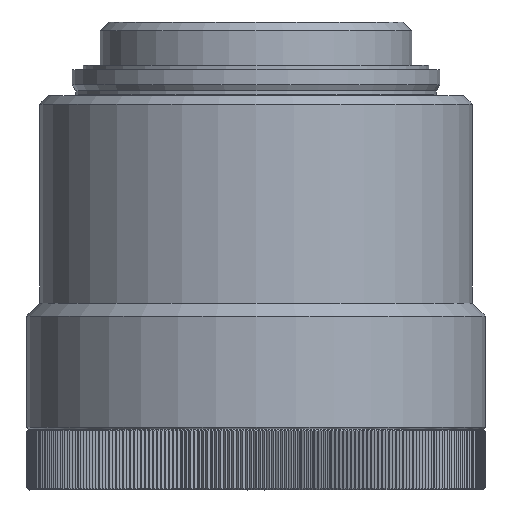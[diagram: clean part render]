
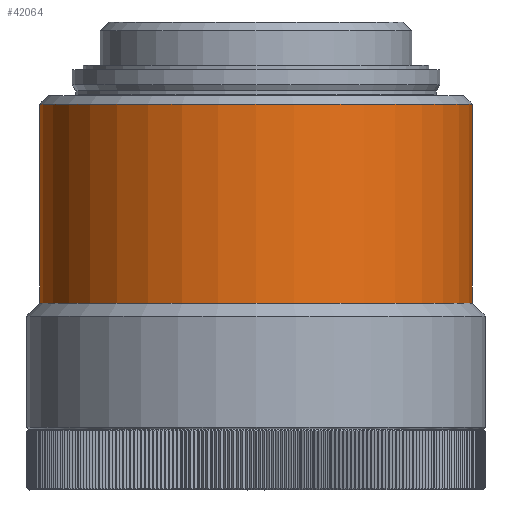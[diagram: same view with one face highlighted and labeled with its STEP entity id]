
A CAD part, front view. The second image highlights one B-rep face of the part: STEP entity #42064.
In plain terms, the highlighted cylindrical face has radius 50 mm (diameter 100 mm), a partial arc.
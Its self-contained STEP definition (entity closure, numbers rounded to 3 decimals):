
#101 = EDGE_CURVE ( 'NONE', #20928, #42820, #34382, .T. ) ;
#1009 = ORIENTED_EDGE ( 'NONE', *, *, #101, .T. ) ;
#1580 = CARTESIAN_POINT ( 'NONE',  ( 50., 0., -17.1 ) ) ;
#1992 = LINE ( 'NONE', #62729, #21660 ) ;
#2001 = AXIS2_PLACEMENT_3D ( 'NONE', #2225, #21877, #16810 ) ;
#2225 = CARTESIAN_POINT ( 'NONE',  ( 0., 0., -17.1 ) ) ;
#2765 = ORIENTED_EDGE ( 'NONE', *, *, #22331, .T. ) ;
#2929 = CIRCLE ( 'NONE', #29029, 50. ) ;
#5423 = EDGE_LOOP ( 'NONE', ( #13773, #13445, #1009, #2765 ) ) ;
#7321 = CARTESIAN_POINT ( 'NONE',  ( -50., 0., -17.1 ) ) ;
#12823 = CARTESIAN_POINT ( 'NONE',  ( 50., 0., -63.1 ) ) ;
#13445 = ORIENTED_EDGE ( 'NONE', *, *, #36896, .T. ) ;
#13773 = ORIENTED_EDGE ( 'NONE', *, *, #45304, .F. ) ;
#16810 = DIRECTION ( 'NONE',  ( -1., 0., 0. ) ) ;
#18816 = DIRECTION ( 'NONE',  ( 0., 0., 1. ) ) ;
#19689 = CARTESIAN_POINT ( 'NONE',  ( 0., 0., -63.1 ) ) ;
#19779 = DIRECTION ( 'NONE',  ( 0., 0., 1. ) ) ;
#20928 = VERTEX_POINT ( 'NONE', #12823 ) ;
#21660 = VECTOR ( 'NONE', #29314, 1000. ) ;
#21877 = DIRECTION ( 'NONE',  ( 0., 0., -1. ) ) ;
#22331 = EDGE_CURVE ( 'Defeature ausgef�hrt1_9+Defeature ausgef�hrt1_17+Defeature ausgef�hrt1_17+Defeature ausgef�hrt1_17', #42820, #32315, #38708, .T. ) ;
#24115 = CARTESIAN_POINT ( 'NONE',  ( -50., 0., -63.1 ) ) ;
#26580 = CYLINDRICAL_SURFACE ( 'NONE', #48801, 50. ) ;
#29029 = AXIS2_PLACEMENT_3D ( 'NONE', #19689, #39126, #44022 ) ;
#29314 = DIRECTION ( 'NONE',  ( 0., 0., 1. ) ) ;
#32315 = VERTEX_POINT ( 'NONE', #7321 ) ;
#34382 = LINE ( 'NONE', #48772, #53406 ) ;
#36896 = EDGE_CURVE ( 'Defeature ausgef�hrt1_9+Defeature ausgef�hrt1_10+Defeature ausgef�hrt1_10+Defeature ausgef�hrt1_10', #36945, #20928, #2929, .T. ) ;
#36945 = VERTEX_POINT ( 'NONE', #24115 ) ;
#37978 = FACE_OUTER_BOUND ( 'NONE', #5423, .T. ) ;
#38708 = CIRCLE ( 'NONE', #2001, 50. ) ;
#39126 = DIRECTION ( 'NONE',  ( 0., 0., 1. ) ) ;
#42064 = ADVANCED_FACE ( 'Defeature ausgef�hrt1_9', ( #37978 ), #26580, .T. ) ;
#42820 = VERTEX_POINT ( 'NONE', #1580 ) ;
#44022 = DIRECTION ( 'NONE',  ( 1., 0., 0. ) ) ;
#45304 = EDGE_CURVE ( 'NONE', #36945, #32315, #1992, .T. ) ;
#48772 = CARTESIAN_POINT ( 'NONE',  ( 50., 0., 1.9 ) ) ;
#48801 = AXIS2_PLACEMENT_3D ( 'NONE', #61904, #18816, #57620 ) ;
#53406 = VECTOR ( 'NONE', #19779, 1000. ) ;
#57620 = DIRECTION ( 'NONE',  ( 1., 0., 0. ) ) ;
#61904 = CARTESIAN_POINT ( 'NONE',  ( 0., 0., 1.9 ) ) ;
#62729 = CARTESIAN_POINT ( 'NONE',  ( -50., 0., 1.9 ) ) ;
